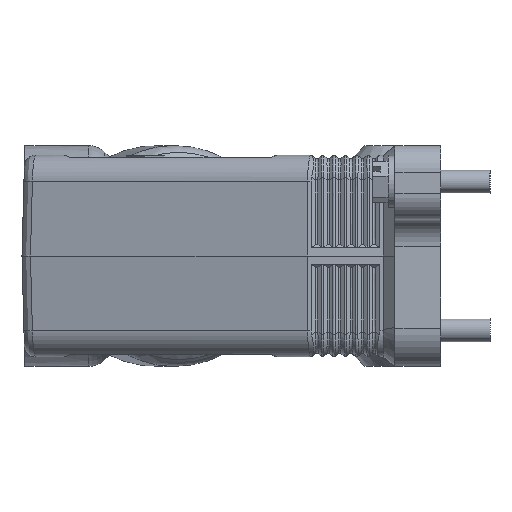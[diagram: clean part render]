
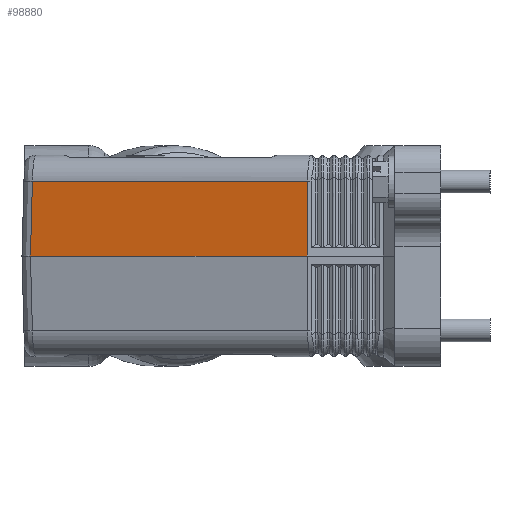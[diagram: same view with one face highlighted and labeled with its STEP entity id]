
A CAD part, left-side view. The second image highlights one B-rep face of the part: STEP entity #98880.
In plain terms, the highlighted planar face has unit normal (-0.966, 0.259, 0.026).
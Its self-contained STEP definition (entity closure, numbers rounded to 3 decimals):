
#98440=CARTESIAN_POINT('',(82.139,106.118,
-0.009));
#98450=DIRECTION('',(-0.966,0.259,
0.026));
#98460=DIRECTION('',(0.259,0.966,0.));
#98470=AXIS2_PLACEMENT_3D('',#98440,#98450,#98460);
#98480=PLANE('',#98470);
#98490=CARTESIAN_POINT('',(62.066,31.205,0.));
#98500=DIRECTION('',(-0.026,0.003,
-1.));
#98510=VECTOR('',#98500,1.);
#98520=LINE('',#98490,#98510);
#98530=CARTESIAN_POINT('',(61.9,31.226,
-6.317));
#98540=VERTEX_POINT('',#98530);
#98550=CARTESIAN_POINT('',(61.385,31.294,-26.));
#98560=VERTEX_POINT('',#98550);
#98570=EDGE_CURVE('',#98540,#98560,#98520,.T.);
#98580=ORIENTED_EDGE('',*,*,#98570,.F.);
#98590=CARTESIAN_POINT('',(53.,0.,-26.));
#98600=DIRECTION('',(-0.259,-0.966,0.));
#98610=VECTOR('',#98600,1.);
#98620=LINE('',#98590,#98610);
#98630=CARTESIAN_POINT('',(80.886,104.071,
-26.));
#98640=VERTEX_POINT('',#98630);
#98650=EDGE_CURVE('',#98640,#98560,#98620,.T.);
#98660=ORIENTED_EDGE('',*,*,#98650,.T.);
#98670=CARTESIAN_POINT('',(81.281,103.556,
-6.317));
#98680=CARTESIAN_POINT('',(81.279,103.559,
-6.438));
#98690=CARTESIAN_POINT('',(81.276,103.562,
-6.56));
#98700=CARTESIAN_POINT('',(81.147,103.731,
-12.999));
#98710=CARTESIAN_POINT('',(81.02,103.896,
-19.317));
#98720=CARTESIAN_POINT('',(80.89,104.065,
-25.757));
#98730=CARTESIAN_POINT('',(80.888,104.068,
-25.878));
#98740=CARTESIAN_POINT('',(80.886,104.071,
-26.));
#98750=B_SPLINE_CURVE_WITH_KNOTS('',3,(#98670,#98680,#98690,#98700,
#98710,#98720,#98730,#98740),.UNSPECIFIED.,.F.,.F.,(4,2,2,4),(0.,
0.365,19.329,19.694),.UNSPECIFIED.);
#98760=CARTESIAN_POINT('',(81.281,103.556,
-6.317));
#98770=VERTEX_POINT('',#98760);
#98780=EDGE_CURVE('',#98770,#98640,#98750,.T.);
#98790=ORIENTED_EDGE('',*,*,#98780,.T.);
#98800=CARTESIAN_POINT('',(54.019,1.811,
-6.317));
#98810=DIRECTION('',(0.259,0.966,0.));
#98820=VECTOR('',#98810,1.);
#98830=LINE('',#98800,#98820);
#98840=EDGE_CURVE('',#98540,#98770,#98830,.T.);
#98850=ORIENTED_EDGE('',*,*,#98840,.T.);
#98860=EDGE_LOOP('',(#98850,#98790,#98660,#98580));
#98870=FACE_OUTER_BOUND('',#98860,.T.);
#98880=ADVANCED_FACE('',(#98870),#98480,.T.);
